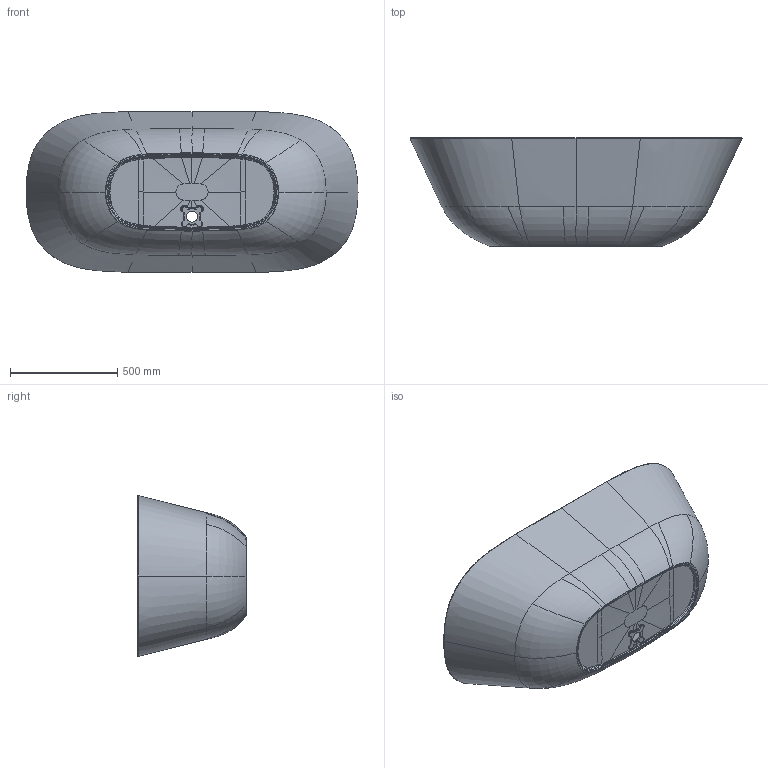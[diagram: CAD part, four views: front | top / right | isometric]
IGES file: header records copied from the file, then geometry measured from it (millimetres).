
Start section:  PTC IGES file: antheus-bad-155x75.igs
Global section: file name: antheus-bad-155x75.igs; native system: Creo Parametric by PTC Inc.; preprocessor: 2016260; author: nieboerk; organization: Unknown; date: 20170405.102744; units: millimetre
Bounding box: 1550 x 506 x 750 mm (x, y, z)
Volume: 28123903.6 mm3; surface area: 4256569.4 mm2
Topology: 1 solids, 1 shells, 247 faces, 568 edges, 324 vertices
Faces by surface type: bspline 209, revolution 38
